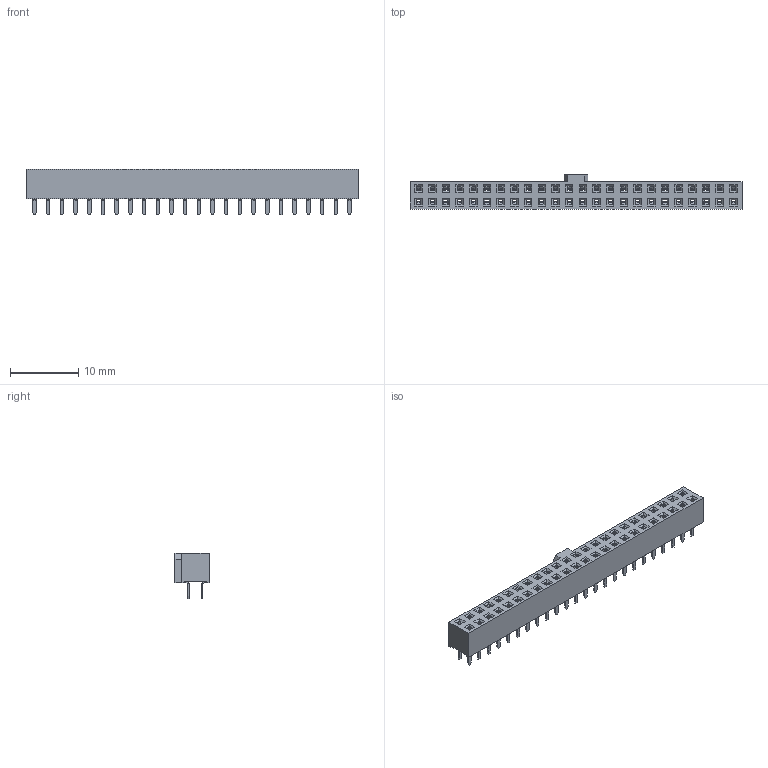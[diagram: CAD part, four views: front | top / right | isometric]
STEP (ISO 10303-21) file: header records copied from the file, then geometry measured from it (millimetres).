
FILE_DESCRIPTION (( 'STEP AP214' ), '1' );
FILE_NAME ('FFH20018-D48S1014K6K-REF.STEP', '2026-03-02T01:18:31', ( '' ), ( '' ), 'SwSTEP 2.0', 'SolidWorks 2021', '' );
FILE_SCHEMA (( 'AUTOMOTIVE_DESIGN' ));
Length unit declared in the file: millimetre
Products named in the file (1): FFH20018-D48S1014K6K-REF
Bounding box: 48.5 x 5 x 6.7 mm (x, y, z)
Volume: 670.7 mm3; surface area: 2075.4 mm2
Topology: 1 solids, 1 shells, 3280 faces, 9018 edges, 5596 vertices
Faces by surface type: plane 2608, cylinder 672
Entity records: 102280 total; most frequent: CARTESIAN_POINT 18039, ORIENTED_EDGE 18036, DIRECTION 16876, EDGE_CURVE 9018, LINE 7626, VECTOR 7626, VERTEX_POINT 5596, AXIS2_PLACEMENT_3D 4625
